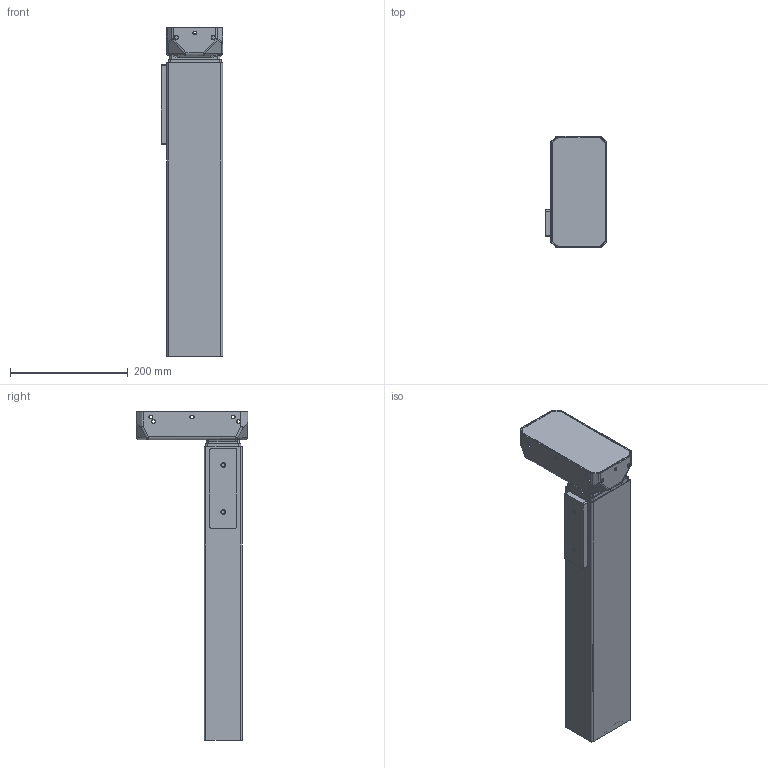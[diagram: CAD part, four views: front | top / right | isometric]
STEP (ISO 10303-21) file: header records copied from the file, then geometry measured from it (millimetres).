
FILE_DESCRIPTION((''),'2;1');
FILE_NAME('JS36DR4-3-S_ASM_ASM_1_ASM_1_ASM','2020-01-03T10:27:39',('Administrator'),('捷昌驱动'),'CREO PARAMETRIC BY PTC INC, 2018500','CREO PARAMETRIC BY PTC INC, 2018500','');
FILE_SCHEMA(('CONFIG_CONTROL_DESIGN'));
Length unit declared in the file: inch
Products named in the file (10): DR4NEIGUANHANJIEDIHE_1_1_1; DR4ZHONGGUAN_1_1_1; D7-OUTTER_6_1_1_1_1_1; D7-TOPBOARD_1_1_1_1_1_1; PRT0004_1_1_1_1; D7-OUTTER_ASM_3_ASM_1_ASM_1_ASM_ASM; DR4WAIGUANDAIHANKUAI_ASM_1_ASM__ASM; JS36DR4-3-S_ASM_1_ASM_1_ASM_1_ASM; PRT0003_1_1; JS36DR4-3-S_ASM_ASM_1_ASM_1_ASM
Assembly tree (9 placements, depth 5):
  JS36DR4-3-S_ASM_ASM_1_ASM_1_ASM
    JS36DR4-3-S_ASM_1_ASM_1_ASM_1_ASM
      DR4NEIGUANHANJIEDIHE_1_1_1
      DR4ZHONGGUAN_1_1_1
      DR4WAIGUANDAIHANKUAI_ASM_1_ASM__ASM
        D7-OUTTER_ASM_3_ASM_1_ASM_1_ASM_ASM
          D7-OUTTER_6_1_1_1_1_1
          D7-TOPBOARD_1_1_1_1_1_1
          PRT0004_1_1_1_1
    PRT0003_1_1
Bounding box: 105.5 x 190 x 560 mm (x, y, z)
Volume: 851053.5 mm3; surface area: 1001360.8 mm2
Topology: 6 solids, 6 shells, 513 faces, 1418 edges, 880 vertices
Faces by surface type: cylinder 282, plane 145, sphere 40, torus 30, bspline 16
Entity records: 19890 total; most frequent: CARTESIAN_POINT 6662, DIRECTION 2770, ORIENTED_EDGE 2756, EDGE_CURVE 1378, AXIS2_PLACEMENT_3D 1057, VERTEX_POINT 880, VECTOR 656, LINE 656
